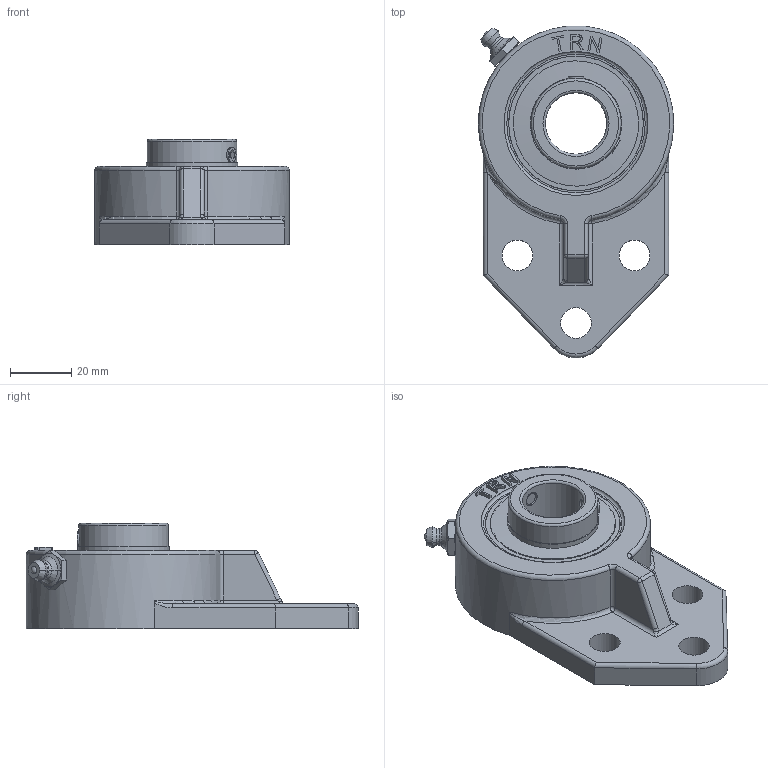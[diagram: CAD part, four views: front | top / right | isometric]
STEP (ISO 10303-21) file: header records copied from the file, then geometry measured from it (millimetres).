
FILE_DESCRIPTION(/* description */ ('Alibre Inc.'),/* implementation_level */ '2;1');
FILE_NAME(/* name */ 'export0',/* time_stamp */ '2015-12-04T09:24:27-08:00',/* author */ (''),/* organization */ (''),/* preprocessor_version */ 'ST-DEVELOPER v12',/* originating_system */ 'Alibre',/* authorisation */ '');
FILE_SCHEMA (('AUTOMOTIVE_DESIGN'));
Products named in the file (7): 3
Bounding box: 63.48 x 108 x 34.2 mm (x, y, z)
Volume: 72223 mm3; surface area: 32862.5 mm2
Topology: 8 solids, 8 shells, 224 faces, 537 edges, 325 vertices
Faces by surface type: plane 88, cylinder 52, cone 28, bspline 26, torus 17, sphere 13
Full cylindrical faces by diameter (mm): 1.498 x2, 4.917 x4, 6 x2, 10 x3, 20 x1, 29.21 x3, 29.718 x2, 40 x1, 40.792 x2, 46.801 x1, 50.801 x1
Entity records: 7229 total; most frequent: CARTESIAN_POINT 2732, ORIENTED_EDGE 888, DIRECTION 797, EDGE_CURVE 444, AXIS2_PLACEMENT_3D 344, VERTEX_POINT 289, EDGE_LOOP 269, FACE_BOUND 269
